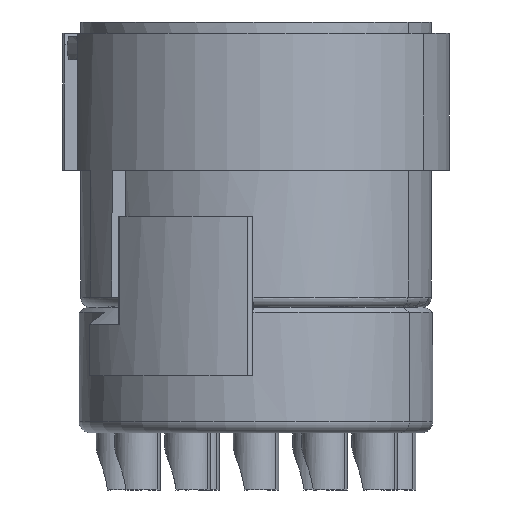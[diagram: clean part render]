
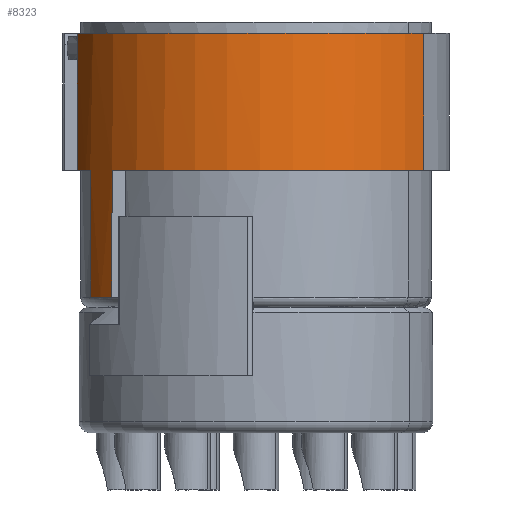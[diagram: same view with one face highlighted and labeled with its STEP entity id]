
A CAD part, left-side view. The second image highlights one B-rep face of the part: STEP entity #8323.
In plain terms, the highlighted cylindrical face has radius 8.475 mm (diameter 16.95 mm), a partial arc.
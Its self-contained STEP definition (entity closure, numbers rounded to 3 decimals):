
#7304=AXIS2_PLACEMENT_3D('Circle Axis2P3D',#7302,#7303,$) ;
#8274=AXIS2_PLACEMENT_3D('Cylinder Axis2P3D',#8271,#8272,#8273) ;
#8278=AXIS2_PLACEMENT_3D('Circle Axis2P3D',#8276,#8277,$) ;
#8301=AXIS2_PLACEMENT_3D('Circle Axis2P3D',#8299,#8300,$) ;
#7297=CARTESIAN_POINT('Vertex',(4.258,1.134,14.)) ;
#7302=CARTESIAN_POINT('Axis2P3D Location',(8.493,8.475,14.)) ;
#7306=CARTESIAN_POINT('Vertex',(2.82,14.771,14.)) ;
#7333=CARTESIAN_POINT('Line Origine',(2.838,14.787,11.225)) ;
#7337=CARTESIAN_POINT('Vertex',(2.856,14.804,8.45)) ;
#7634=CARTESIAN_POINT('Control Point',(2.856,14.804,8.45)) ;
#7635=CARTESIAN_POINT('Control Point',(3.084,15.007,8.45)) ;
#7636=CARTESIAN_POINT('Control Point',(3.322,15.2,8.45)) ;
#7637=CARTESIAN_POINT('Control Point',(3.569,15.383,8.45)) ;
#7638=CARTESIAN_POINT('Control Point',(3.823,15.554,8.45)) ;
#7639=CARTESIAN_POINT('Control Point',(4.084,15.713,8.45)) ;
#7640=CARTESIAN_POINT('Vertex',(4.084,15.713,8.45)) ;
#8237=CARTESIAN_POINT('Line Origine',(4.258,1.134,20.5)) ;
#8241=CARTESIAN_POINT('Vertex',(4.258,1.134,20.)) ;
#8271=CARTESIAN_POINT('Axis2P3D Location',(8.493,8.475,20.5)) ;
#8276=CARTESIAN_POINT('Axis2P3D Location',(8.493,8.475,20.)) ;
#8280=CARTESIAN_POINT('Vertex',(5.21,16.288,20.)) ;
#8284=CARTESIAN_POINT('Control Point',(5.21,16.288,20.)) ;
#8285=CARTESIAN_POINT('Control Point',(5.224,16.294,19.833)) ;
#8286=CARTESIAN_POINT('Control Point',(5.237,16.3,19.667)) ;
#8287=CARTESIAN_POINT('Control Point',(5.251,16.305,19.5)) ;
#8288=CARTESIAN_POINT('Vertex',(5.251,16.305,19.5)) ;
#8292=CARTESIAN_POINT('Control Point',(5.251,16.305,19.5)) ;
#8293=CARTESIAN_POINT('Control Point',(5.236,16.299,17.667)) ;
#8294=CARTESIAN_POINT('Control Point',(5.221,16.293,15.833)) ;
#8295=CARTESIAN_POINT('Control Point',(5.206,16.287,14.)) ;
#8296=CARTESIAN_POINT('Vertex',(5.206,16.287,14.)) ;
#8299=CARTESIAN_POINT('Axis2P3D Location',(8.493,8.475,14.)) ;
#8303=CARTESIAN_POINT('Vertex',(4.126,15.738,14.)) ;
#8307=CARTESIAN_POINT('Control Point',(4.126,15.738,14.)) ;
#8308=CARTESIAN_POINT('Control Point',(4.112,15.73,12.15)) ;
#8309=CARTESIAN_POINT('Control Point',(4.098,15.721,10.3)) ;
#8310=CARTESIAN_POINT('Control Point',(4.084,15.713,8.45)) ;
#7303=DIRECTION('Axis2P3D Direction',(0.,0.,1.)) ;
#7334=DIRECTION('Vector Direction',(-0.006,-0.006,1.)) ;
#8238=DIRECTION('Vector Direction',(0.,0.,1.)) ;
#8272=DIRECTION('Axis2P3D Direction',(0.,0.,1.)) ;
#8273=DIRECTION('Axis2P3D XDirection',(0.5,0.866,0.)) ;
#8277=DIRECTION('Axis2P3D Direction',(0.,0.,1.)) ;
#8300=DIRECTION('Axis2P3D Direction',(0.,0.,1.)) ;
#7335=VECTOR('Line Direction',#7334,1.) ;
#8239=VECTOR('Line Direction',#8238,1.) ;
#8313=ORIENTED_EDGE('',*,*,#8243,.T.) ;
#8314=ORIENTED_EDGE('',*,*,#8282,.F.) ;
#8315=ORIENTED_EDGE('',*,*,#8290,.T.) ;
#8316=ORIENTED_EDGE('',*,*,#8298,.T.) ;
#8317=ORIENTED_EDGE('',*,*,#8305,.T.) ;
#8318=ORIENTED_EDGE('',*,*,#8311,.T.) ;
#8319=ORIENTED_EDGE('',*,*,#7642,.F.) ;
#8320=ORIENTED_EDGE('',*,*,#7339,.T.) ;
#8321=ORIENTED_EDGE('',*,*,#7308,.T.) ;
#8323=ADVANCED_FACE('Hauptkoerper',(#8322),#8275,.T.) ;
#7633=B_SPLINE_CURVE_WITH_KNOTS('',5,(#7634,#7635,#7636,#7637,#7638,#7639),.UNSPECIFIED.,.F.,.U.,(6,6),(0.,2.163),.UNSPECIFIED.) ;
#8283=B_SPLINE_CURVE_WITH_KNOTS('',3,(#8284,#8285,#8286,#8287),.UNSPECIFIED.,.F.,.U.,(4,4),(-0.251,0.251),.UNSPECIFIED.) ;
#8291=B_SPLINE_CURVE_WITH_KNOTS('',3,(#8292,#8293,#8294,#8295),.UNSPECIFIED.,.F.,.U.,(4,4),(-2.75,2.75),.UNSPECIFIED.) ;
#8306=B_SPLINE_CURVE_WITH_KNOTS('',3,(#8307,#8308,#8309,#8310),.UNSPECIFIED.,.F.,.U.,(4,4),(-2.775,2.775),.UNSPECIFIED.) ;
#7305=CIRCLE('generated circle',#7304,8.475) ;
#8279=CIRCLE('generated circle',#8278,8.475) ;
#8302=CIRCLE('generated circle',#8301,8.475) ;
#8275=CYLINDRICAL_SURFACE('generated cylinder',#8274,8.475) ;
#7308=EDGE_CURVE('',#7307,#7298,#7305,.T.) ;
#7339=EDGE_CURVE('',#7338,#7307,#7336,.T.) ;
#7642=EDGE_CURVE('',#7338,#7641,#7633,.T.) ;
#8243=EDGE_CURVE('',#7298,#8242,#8240,.T.) ;
#8282=EDGE_CURVE('',#8281,#8242,#8279,.T.) ;
#8290=EDGE_CURVE('',#8281,#8289,#8283,.T.) ;
#8298=EDGE_CURVE('',#8289,#8297,#8291,.T.) ;
#8305=EDGE_CURVE('',#8297,#8304,#8302,.T.) ;
#8311=EDGE_CURVE('',#8304,#7641,#8306,.T.) ;
#8312=EDGE_LOOP('',(#8313,#8314,#8315,#8316,#8317,#8318,#8319,#8320,#8321)) ;
#8322=FACE_OUTER_BOUND('',#8312,.T.) ;
#7336=LINE('Line',#7333,#7335) ;
#8240=LINE('Line',#8237,#8239) ;
#7298=VERTEX_POINT('',#7297) ;
#7307=VERTEX_POINT('',#7306) ;
#7338=VERTEX_POINT('',#7337) ;
#7641=VERTEX_POINT('',#7640) ;
#8242=VERTEX_POINT('',#8241) ;
#8281=VERTEX_POINT('',#8280) ;
#8289=VERTEX_POINT('',#8288) ;
#8297=VERTEX_POINT('',#8296) ;
#8304=VERTEX_POINT('',#8303) ;
